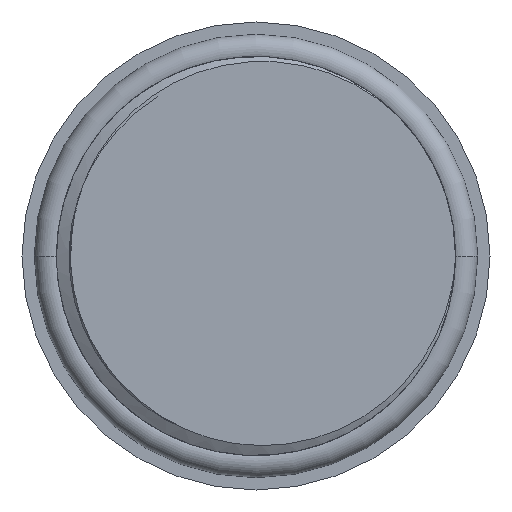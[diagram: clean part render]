
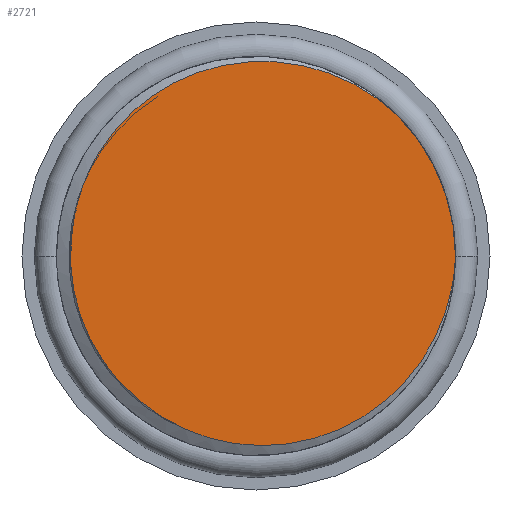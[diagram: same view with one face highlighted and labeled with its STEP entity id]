
A CAD part, front view. The second image highlights one B-rep face of the part: STEP entity #2721.
In plain terms, the highlighted planar face has unit normal (0, -1, 0).
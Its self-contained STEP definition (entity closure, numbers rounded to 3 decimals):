
#1=CARTESIAN_POINT('',(-4.66,-20.,-11.262));
#2=CARTESIAN_POINT('',(-3.919,-20.,-11.599));
#3=CARTESIAN_POINT('',(-2.399,-20.,-12.114));
#4=CARTESIAN_POINT('',(0.028,-20.,-12.432));
#5=CARTESIAN_POINT('',(2.476,-20.,-12.266));
#6=CARTESIAN_POINT('',(4.858,-20.,-11.621));
#7=CARTESIAN_POINT('',(7.079,-20.,-10.516));
#8=CARTESIAN_POINT('',(9.051,-20.,-8.992));
#9=CARTESIAN_POINT('',(10.696,-20.,-7.103));
#10=CARTESIAN_POINT('',(11.947,-20.,-4.921));
#11=CARTESIAN_POINT('',(12.755,-20.,-2.519));
#12=CARTESIAN_POINT('',(12.973,-20.,-0.855));
#13=CARTESIAN_POINT('',(13.,-20.,0.));
#15=CARTESIAN_POINT('',(-11.262,-20.,4.66));
#16=CARTESIAN_POINT('',(-11.559,-20.,3.867));
#17=CARTESIAN_POINT('',(-11.991,-20.,2.283));
#18=CARTESIAN_POINT('',(-12.175,-20.,-0.069));
#19=CARTESIAN_POINT('',(-11.918,-20.,-2.41));
#20=CARTESIAN_POINT('',(-11.227,-20.,-4.655));
#21=CARTESIAN_POINT('',(-10.127,-20.,-6.731));
#22=CARTESIAN_POINT('',(-8.651,-20.,-8.566));
#23=CARTESIAN_POINT('',(-6.857,-20.,-10.099));
#24=CARTESIAN_POINT('',(-5.431,-20.,-10.912));
#25=CARTESIAN_POINT('',(-4.66,-20.,-11.262));
#27=CARTESIAN_POINT('',(9.185,-20.,9.199));
#28=CARTESIAN_POINT('',(8.561,-20.,9.784));
#29=CARTESIAN_POINT('',(7.23,-20.,10.805));
#30=CARTESIAN_POINT('',(4.961,-20.,11.931));
#31=CARTESIAN_POINT('',(2.533,-20.,12.587));
#32=CARTESIAN_POINT('',(0.035,-20.,12.758));
#33=CARTESIAN_POINT('',(-2.437,-20.,12.44));
#34=CARTESIAN_POINT('',(-4.788,-20.,11.65));
#35=CARTESIAN_POINT('',(-6.928,-20.,10.421));
#36=CARTESIAN_POINT('',(-8.776,-20.,8.806));
#37=CARTESIAN_POINT('',(-10.267,-20.,6.862));
#38=CARTESIAN_POINT('',(-10.977,-20.,5.423));
#39=CARTESIAN_POINT('',(-11.262,-20.,4.66));
#65=CARTESIAN_POINT('',(0.,-20.,0.));
#66=DIRECTION('',(0.,-1.,0.));
#67=DIRECTION('',(1.,0.,0.));
#68=AXIS2_PLACEMENT_3D('',#65,#66,#67);
#2409=VERTEX_POINT('',#1);
#2410=VERTEX_POINT('',#13);
#2411=VERTEX_POINT('',#27);
#2412=VERTEX_POINT('',#39);
#2706=CARTESIAN_POINT('',(0.,-20.,0.));
#2707=DIRECTION('',(0.,-1.,0.));
#2708=DIRECTION('',(-1.,0.,0.));
#2709=AXIS2_PLACEMENT_3D('',#2706,#2707,#2708);
#2710=PLANE('',#2709);
#2712=ORIENTED_EDGE('',*,*,#2711,.F.);
#2714=ORIENTED_EDGE('',*,*,#2713,.F.);
#2716=ORIENTED_EDGE('',*,*,#2715,.F.);
#2718=ORIENTED_EDGE('',*,*,#2717,.F.);
#2719=EDGE_LOOP('',(#2712,#2714,#2716,#2718));
#2720=FACE_OUTER_BOUND('',#2719,.F.);
#2721=ADVANCED_FACE('',(#2720),#2710,.T.);
#14=B_SPLINE_CURVE_WITH_KNOTS('',3,(#1,#2,#3,#4,#5,#6,#7,#8,#9,#10,#11,#12,#13),
.UNSPECIFIED.,.F.,.F.,(4,1,1,1,1,1,1,1,1,1,4),(0.,0.1,0.2,0.3,0.4,
0.5,0.6,0.7,0.8,0.9,1.),.UNSPECIFIED.);
#26=B_SPLINE_CURVE_WITH_KNOTS('',3,(#15,#16,#17,#18,#19,#20,#21,#22,#23,#24,
#25),.UNSPECIFIED.,.F.,.F.,(4,1,1,1,1,1,1,1,4),(0.,0.125,0.25,0.375,
0.5,0.625,0.75,0.875,1.),.UNSPECIFIED.);
#40=B_SPLINE_CURVE_WITH_KNOTS('',3,(#27,#28,#29,#30,#31,#32,#33,#34,#35,#36,#37,
#38,#39),.UNSPECIFIED.,.F.,.F.,(4,1,1,1,1,1,1,1,1,1,4),(0.,0.1,0.2,0.3,
0.4,0.5,0.6,0.7,0.8,0.9,1.),.UNSPECIFIED.);
#69=CIRCLE('',#68,13.);
#2711=EDGE_CURVE('',#2409,#2410,#14,.T.);
#2713=EDGE_CURVE('',#2412,#2409,#26,.T.);
#2715=EDGE_CURVE('',#2411,#2412,#40,.T.);
#2717=EDGE_CURVE('',#2410,#2411,#69,.T.);
